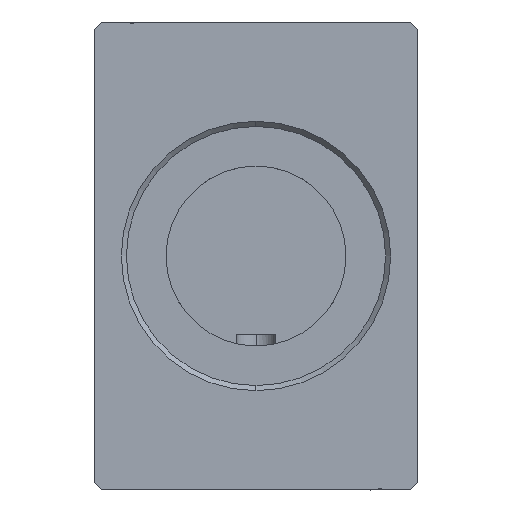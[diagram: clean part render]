
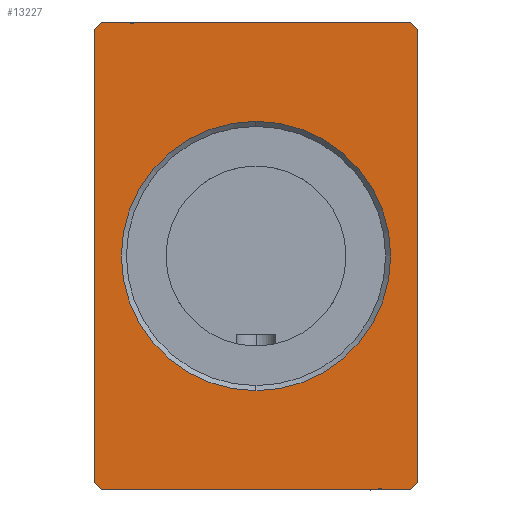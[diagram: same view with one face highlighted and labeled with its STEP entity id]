
A CAD part, left-side view. The second image highlights one B-rep face of the part: STEP entity #13227.
In plain terms, the highlighted planar face has unit normal (-1, 0, 0).
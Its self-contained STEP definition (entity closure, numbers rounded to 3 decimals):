
#444 = CARTESIAN_POINT ( 'NONE',  ( 0., 22.5, -31.5 ) ) ;
#476 = DIRECTION ( 'NONE',  ( 0., 1., 0. ) ) ;
#913 = DIRECTION ( 'NONE',  ( 0., -1., 0. ) ) ;
#1041 = LINE ( 'NONE', #15930, #34836 ) ;
#2061 = ORIENTED_EDGE ( 'NONE', *, *, #18167, .T. ) ;
#2315 = VECTOR ( 'NONE', #476, 1000. ) ;
#2551 = CARTESIAN_POINT ( 'NONE',  ( 0., 21.5, -32.5 ) ) ;
#2775 = ORIENTED_EDGE ( 'NONE', *, *, #7774, .F. ) ;
#3531 = DIRECTION ( 'NONE',  ( 0., 0., -1. ) ) ;
#4881 = CARTESIAN_POINT ( 'NONE',  ( 0., 0., 0. ) ) ;
#5245 = VERTEX_POINT ( 'NONE', #2551 ) ;
#6757 = DIRECTION ( 'NONE',  ( 0., 0., 1. ) ) ;
#7371 = LINE ( 'NONE', #10039, #2315 ) ;
#7426 = VECTOR ( 'NONE', #6757, 1000. ) ;
#7552 = VERTEX_POINT ( 'NONE', #23511 ) ;
#7661 = AXIS2_PLACEMENT_3D ( 'NONE', #12702, #37630, #3531 ) ;
#7774 = EDGE_CURVE ( 'NONE', #5245, #8053, #1041, .T. ) ;
#7788 = EDGE_CURVE ( 'NONE', #8053, #7552, #16329, .T. ) ;
#8053 = VERTEX_POINT ( 'NONE', #8452 ) ;
#8452 = CARTESIAN_POINT ( 'NONE',  ( 0., 22.5, -31.5 ) ) ;
#8978 = ORIENTED_EDGE ( 'NONE', *, *, #7788, .F. ) ;
#9459 = VERTEX_POINT ( 'NONE', #34256 ) ;
#10039 = CARTESIAN_POINT ( 'NONE',  ( 0., -21.5, -32.5 ) ) ;
#10323 = EDGE_CURVE ( 'NONE', #9459, #34778, #11989, .T. ) ;
#10352 = ORIENTED_EDGE ( 'NONE', *, *, #30481, .T. ) ;
#10615 = VECTOR ( 'NONE', #28936, 1000. ) ;
#10679 = LINE ( 'NONE', #31744, #25645 ) ;
#11535 = CARTESIAN_POINT ( 'NONE',  ( 0., 22.5, 31.5 ) ) ;
#11753 = EDGE_LOOP ( 'NONE', ( #25260, #8978, #2775, #29249, #34697, #34607, #31248, #17677 ) ) ;
#11989 = LINE ( 'NONE', #24465, #36846 ) ;
#12245 = VERTEX_POINT ( 'NONE', #27800 ) ;
#12429 = VERTEX_POINT ( 'NONE', #19981 ) ;
#12702 = CARTESIAN_POINT ( 'NONE',  ( 0., 0., 0. ) ) ;
#13227 = ADVANCED_FACE ( 'NONE', ( #29807, #26733 ), #36735, .F. ) ;
#13680 = VERTEX_POINT ( 'NONE', #35030 ) ;
#14583 = VECTOR ( 'NONE', #31860, 1000. ) ;
#14666 = DIRECTION ( 'NONE',  ( 0., 0., -1. ) ) ;
#15930 = CARTESIAN_POINT ( 'NONE',  ( 0., 21.5, -32.5 ) ) ;
#15992 = AXIS2_PLACEMENT_3D ( 'NONE', #4881, #30208, #14666 ) ;
#16329 = LINE ( 'NONE', #444, #7426 ) ;
#17147 = CIRCLE ( 'NONE', #23009, 18.7 ) ;
#17677 = ORIENTED_EDGE ( 'NONE', *, *, #30930, .F. ) ;
#18167 = EDGE_CURVE ( 'NONE', #12429, #25889, #26548, .T. ) ;
#19140 = VERTEX_POINT ( 'NONE', #37995 ) ;
#19784 = LINE ( 'NONE', #32049, #14583 ) ;
#19981 = CARTESIAN_POINT ( 'NONE',  ( 0., 0., -18.7 ) ) ;
#20139 = CARTESIAN_POINT ( 'NONE',  ( 0., -22.5, 31.5 ) ) ;
#21578 = DIRECTION ( 'NONE',  ( 0., 0., -1. ) ) ;
#22184 = DIRECTION ( 'NONE',  ( 1., 0., 0. ) ) ;
#23009 = AXIS2_PLACEMENT_3D ( 'NONE', #31588, #22184, #21578 ) ;
#23511 = CARTESIAN_POINT ( 'NONE',  ( 0., 22.5, 31.5 ) ) ;
#24465 = CARTESIAN_POINT ( 'NONE',  ( 0., -21.5, 32.5 ) ) ;
#25260 = ORIENTED_EDGE ( 'NONE', *, *, #26966, .F. ) ;
#25645 = VECTOR ( 'NONE', #913, 1000. ) ;
#25889 = VERTEX_POINT ( 'NONE', #27597 ) ;
#26253 = CARTESIAN_POINT ( 'NONE',  ( 0., -22.5, 31.5 ) ) ;
#26548 = CIRCLE ( 'NONE', #7661, 18.7 ) ;
#26733 = FACE_OUTER_BOUND ( 'NONE', #11753, .T. ) ;
#26966 = EDGE_CURVE ( 'NONE', #7552, #19140, #36860, .T. ) ;
#27597 = CARTESIAN_POINT ( 'NONE',  ( 0., 0., 18.7 ) ) ;
#27800 = CARTESIAN_POINT ( 'NONE',  ( 0., -21.5, -32.5 ) ) ;
#28936 = DIRECTION ( 'NONE',  ( 0., 0., -1. ) ) ;
#29249 = ORIENTED_EDGE ( 'NONE', *, *, #38230, .F. ) ;
#29807 = FACE_BOUND ( 'NONE', #37261, .T. ) ;
#30208 = DIRECTION ( 'NONE',  ( 1., 0., 0. ) ) ;
#30481 = EDGE_CURVE ( 'NONE', #25889, #12429, #17147, .T. ) ;
#30542 = DIRECTION ( 'NONE',  ( 0., -0.707, 0.707 ) ) ;
#30632 = EDGE_CURVE ( 'NONE', #34778, #13680, #34849, .T. ) ;
#30930 = EDGE_CURVE ( 'NONE', #19140, #9459, #10679, .T. ) ;
#31248 = ORIENTED_EDGE ( 'NONE', *, *, #10323, .F. ) ;
#31588 = CARTESIAN_POINT ( 'NONE',  ( 0., 0., 0. ) ) ;
#31744 = CARTESIAN_POINT ( 'NONE',  ( 0., 21.5, 32.5 ) ) ;
#31860 = DIRECTION ( 'NONE',  ( 0., 0.707, -0.707 ) ) ;
#32049 = CARTESIAN_POINT ( 'NONE',  ( 0., -22.5, -31.5 ) ) ;
#33676 = EDGE_CURVE ( 'NONE', #13680, #12245, #19784, .T. ) ;
#34256 = CARTESIAN_POINT ( 'NONE',  ( 0., -21.5, 32.5 ) ) ;
#34607 = ORIENTED_EDGE ( 'NONE', *, *, #30632, .F. ) ;
#34697 = ORIENTED_EDGE ( 'NONE', *, *, #33676, .F. ) ;
#34730 = DIRECTION ( 'NONE',  ( 0., 0.707, 0.707 ) ) ;
#34778 = VERTEX_POINT ( 'NONE', #20139 ) ;
#34836 = VECTOR ( 'NONE', #34730, 1000. ) ;
#34849 = LINE ( 'NONE', #26253, #10615 ) ;
#35030 = CARTESIAN_POINT ( 'NONE',  ( 0., -22.5, -31.5 ) ) ;
#36735 = PLANE ( 'NONE',  #15992 ) ;
#36846 = VECTOR ( 'NONE', #36921, 1000. ) ;
#36860 = LINE ( 'NONE', #11535, #39795 ) ;
#36921 = DIRECTION ( 'NONE',  ( 0., -0.707, -0.707 ) ) ;
#37261 = EDGE_LOOP ( 'NONE', ( #10352, #2061 ) ) ;
#37630 = DIRECTION ( 'NONE',  ( 1., 0., 0. ) ) ;
#37995 = CARTESIAN_POINT ( 'NONE',  ( 0., 21.5, 32.5 ) ) ;
#38230 = EDGE_CURVE ( 'NONE', #12245, #5245, #7371, .T. ) ;
#39795 = VECTOR ( 'NONE', #30542, 1000. ) ;
